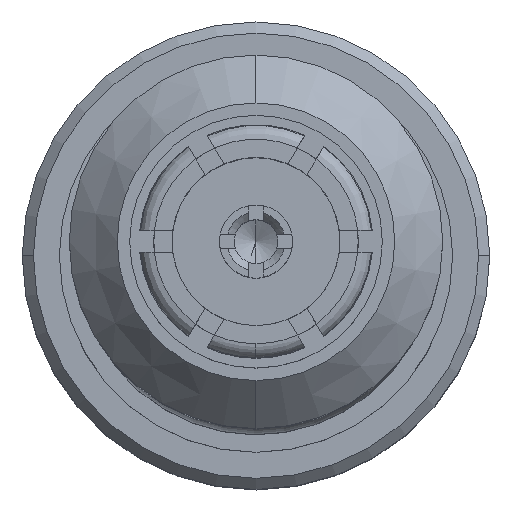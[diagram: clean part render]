
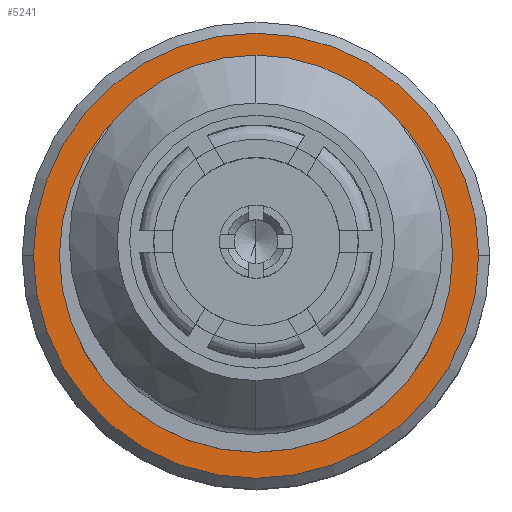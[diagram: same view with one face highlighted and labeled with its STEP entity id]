
A CAD part, top view. The second image highlights one B-rep face of the part: STEP entity #5241.
In plain terms, the highlighted face is planar.
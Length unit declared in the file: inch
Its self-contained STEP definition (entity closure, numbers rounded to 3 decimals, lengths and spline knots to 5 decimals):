
#37 = CARTESIAN_POINT ( 'NONE',  ( -0.02953, 0., -0.05999 ) ) ;
#133 = DIRECTION ( 'NONE',  ( -1., 0., 0. ) ) ;
#840 = VERTEX_POINT ( 'NONE', #910 ) ;
#910 = CARTESIAN_POINT ( 'NONE',  ( -0.02953, 0., -0.04134 ) ) ;
#918 = DIRECTION ( 'NONE',  ( -1., 0., 0. ) ) ;
#1610 = CARTESIAN_POINT ( 'NONE',  ( -0.02953, 0., 0. ) ) ;
#1788 = EDGE_CURVE ( 'NONE', #3373, #840, #7500, .T. ) ;
#1801 = DIRECTION ( 'NONE',  ( -1., 0., 0. ) ) ;
#2037 = DIRECTION ( 'NONE',  ( 0., 0., -1. ) ) ;
#3325 = EDGE_LOOP ( 'NONE', ( #4313, #6463 ) ) ;
#3373 = VERTEX_POINT ( 'NONE', #6931 ) ;
#3537 = VERTEX_POINT ( 'NONE', #37 ) ;
#4131 = CARTESIAN_POINT ( 'NONE',  ( -0.02953, 0., 0. ) ) ;
#4313 = ORIENTED_EDGE ( 'NONE', *, *, #6620, .T. ) ;
#4321 = AXIS2_PLACEMENT_3D ( 'NONE', #5481, #8340, #2037 ) ;
#4378 = CIRCLE ( 'NONE', #8574, 0.05999 ) ;
#4401 = DIRECTION ( 'NONE',  ( 0., 0., -1. ) ) ;
#4729 = CIRCLE ( 'NONE', #6514, 0.05999 ) ;
#5131 = DIRECTION ( 'NONE',  ( 0., 0., -1. ) ) ;
#5241 = ADVANCED_FACE ( 'NONE', ( #6179, #6309 ), #5610, .F. ) ;
#5481 = CARTESIAN_POINT ( 'NONE',  ( -0.02953, 0., 0. ) ) ;
#5491 = ORIENTED_EDGE ( 'NONE', *, *, #7546, .F. ) ;
#5610 = PLANE ( 'NONE',  #4321 ) ;
#5911 = AXIS2_PLACEMENT_3D ( 'NONE', #1610, #918, #5131 ) ;
#6065 = VERTEX_POINT ( 'NONE', #6856 ) ;
#6093 = ORIENTED_EDGE ( 'NONE', *, *, #1788, .F. ) ;
#6179 = FACE_OUTER_BOUND ( 'NONE', #3325, .T. ) ;
#6217 = CIRCLE ( 'NONE', #5911, 0.04134 ) ;
#6239 = DIRECTION ( 'NONE',  ( -1., 0., 0. ) ) ;
#6309 = FACE_BOUND ( 'NONE', #9108, .T. ) ;
#6463 = ORIENTED_EDGE ( 'NONE', *, *, #8291, .T. ) ;
#6514 = AXIS2_PLACEMENT_3D ( 'NONE', #8944, #1801, #7532 ) ;
#6620 = EDGE_CURVE ( 'NONE', #3537, #6065, #4378, .T. ) ;
#6856 = CARTESIAN_POINT ( 'NONE',  ( -0.02953, 0., 0.05999 ) ) ;
#6931 = CARTESIAN_POINT ( 'NONE',  ( -0.02953, 0., 0.04134 ) ) ;
#7255 = CARTESIAN_POINT ( 'NONE',  ( -0.02953, 0., 0. ) ) ;
#7500 = CIRCLE ( 'NONE', #8243, 0.04134 ) ;
#7532 = DIRECTION ( 'NONE',  ( 0., 0., -1. ) ) ;
#7546 = EDGE_CURVE ( 'NONE', #840, #3373, #6217, .T. ) ;
#8243 = AXIS2_PLACEMENT_3D ( 'NONE', #7255, #133, #4401 ) ;
#8291 = EDGE_CURVE ( 'NONE', #6065, #3537, #4729, .T. ) ;
#8340 = DIRECTION ( 'NONE',  ( 1., 0., 0. ) ) ;
#8396 = DIRECTION ( 'NONE',  ( 0., 0., -1. ) ) ;
#8574 = AXIS2_PLACEMENT_3D ( 'NONE', #4131, #6239, #8396 ) ;
#8944 = CARTESIAN_POINT ( 'NONE',  ( -0.02953, 0., 0. ) ) ;
#9108 = EDGE_LOOP ( 'NONE', ( #6093, #5491 ) ) ;
